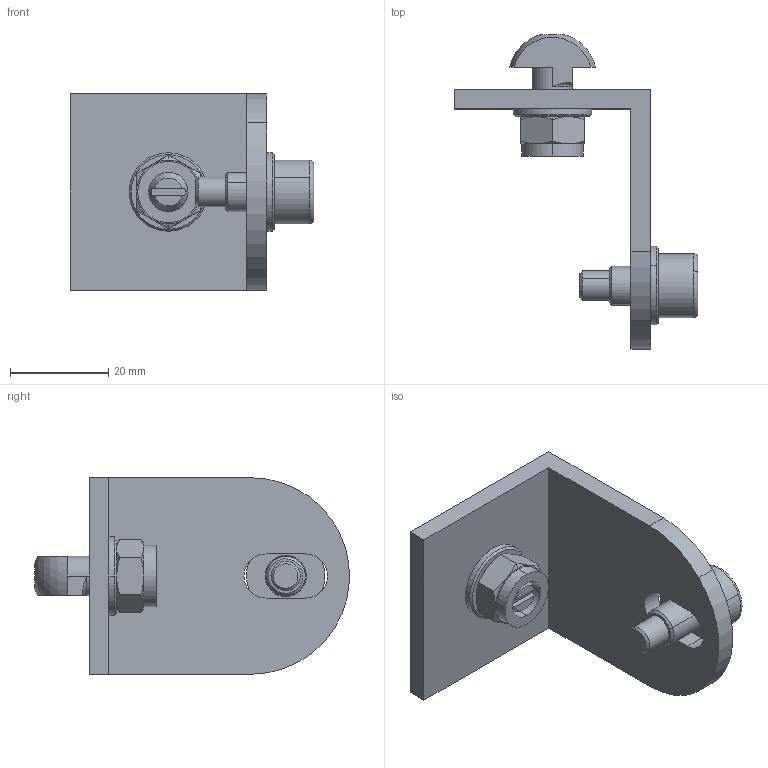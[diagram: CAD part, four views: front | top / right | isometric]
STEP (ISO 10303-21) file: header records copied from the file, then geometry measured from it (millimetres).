
FILE_DESCRIPTION (( 'STEP AP203' ), '1' );
FILE_NAME ('SZ8000N Angle 40x60.STEP', '2025-04-14T16:04:11', ( '' ), ( '' ), 'SwSTEP 2.0', 'SolidWorks 2025', '' );
FILE_SCHEMA (( 'CONFIG_CONTROL_DESIGN' ));
Length unit declared in the file: millimetre
Products named in the file (1): SZ8000N Angle 40x60
Bounding box: 49.6 x 64.1 x 40 mm (x, y, z)
Volume: 16900.1 mm3; surface area: 11180.4 mm2
Topology: 6 solids, 6 shells, 110 faces, 257 edges, 159 vertices
Faces by surface type: plane 45, cone 30, cylinder 28, torus 6, sphere 1
Entity records: 3248 total; most frequent: CARTESIAN_POINT 700, DIRECTION 539, ORIENTED_EDGE 502, EDGE_CURVE 251, AXIS2_PLACEMENT_3D 217, VERTEX_POINT 158, EDGE_LOOP 125, ADVANCED_FACE 110
